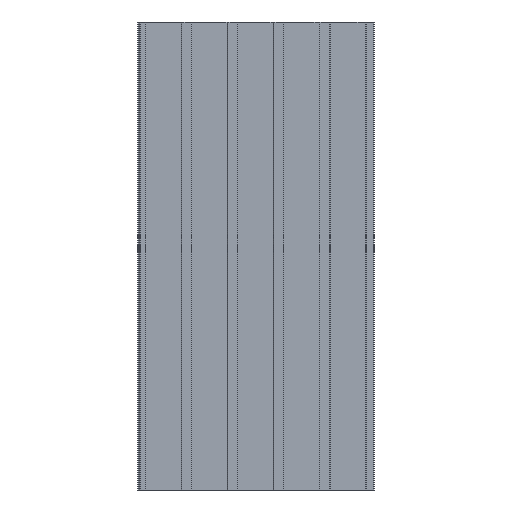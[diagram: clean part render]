
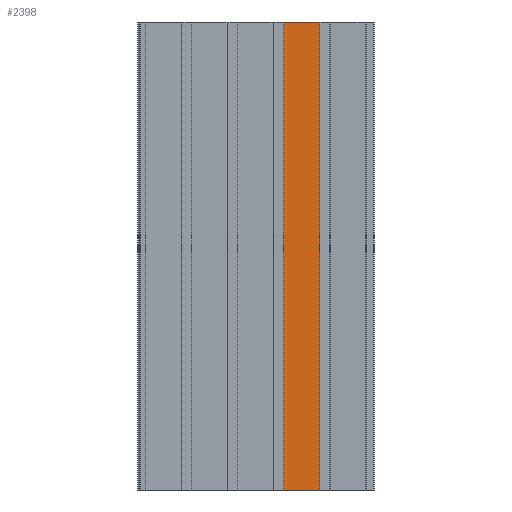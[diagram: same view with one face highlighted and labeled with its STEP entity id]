
A CAD part, front view. The second image highlights one B-rep face of the part: STEP entity #2398.
In plain terms, the highlighted planar face has unit normal (0, -1, 0).
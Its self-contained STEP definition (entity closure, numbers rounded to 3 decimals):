
#172=FACE_OUTER_BOUND('',#298,.T.);
#298=EDGE_LOOP('',(#1583,#1584,#1585,#1586));
#424=LINE('',#3497,#692);
#427=LINE('',#3503,#695);
#428=LINE('',#3505,#696);
#429=LINE('',#3506,#697);
#692=VECTOR('',#2766,10.);
#695=VECTOR('',#2771,10.);
#696=VECTOR('',#2772,10.);
#697=VECTOR('',#2773,10.);
#960=VERTEX_POINT('',#3494);
#961=VERTEX_POINT('',#3496);
#963=VERTEX_POINT('',#3502);
#964=VERTEX_POINT('',#3504);
#1208=EDGE_CURVE('',#961,#960,#424,.T.);
#1211=EDGE_CURVE('',#960,#963,#427,.T.);
#1212=EDGE_CURVE('',#964,#963,#428,.T.);
#1213=EDGE_CURVE('',#961,#964,#429,.T.);
#1583=ORIENTED_EDGE('',*,*,#1211,.T.);
#1584=ORIENTED_EDGE('',*,*,#1212,.F.);
#1585=ORIENTED_EDGE('',*,*,#1213,.F.);
#1586=ORIENTED_EDGE('',*,*,#1208,.T.);
#2324=PLANE('',#2532);
#2398=ADVANCED_FACE('',(#172),#2324,.T.);
#2532=AXIS2_PLACEMENT_3D('',#3501,#2769,#2770);
#2766=DIRECTION('',(0.,0.,1.));
#2769=DIRECTION('center_axis',(0.,-1.,0.));
#2770=DIRECTION('ref_axis',(1.,0.,0.));
#2771=DIRECTION('',(-1.,0.,0.));
#2772=DIRECTION('',(0.,0.,1.));
#2773=DIRECTION('',(-1.,0.,0.));
#3494=CARTESIAN_POINT('',(386.85,-4.5,1000.));
#3496=CARTESIAN_POINT('',(386.85,-4.5,0.));
#3497=CARTESIAN_POINT('',(386.85,-4.5,0.));
#3501=CARTESIAN_POINT('Origin',(303.95,-4.5,0.));
#3502=CARTESIAN_POINT('',(303.95,-4.5,1000.));
#3503=CARTESIAN_POINT('',(275.8,-4.5,1000.));
#3504=CARTESIAN_POINT('',(303.95,-4.5,0.));
#3505=CARTESIAN_POINT('',(303.95,-4.5,0.));
#3506=CARTESIAN_POINT('',(275.8,-4.5,0.));
